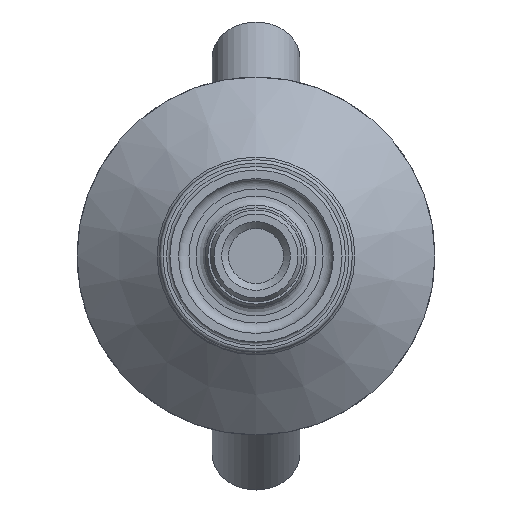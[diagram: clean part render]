
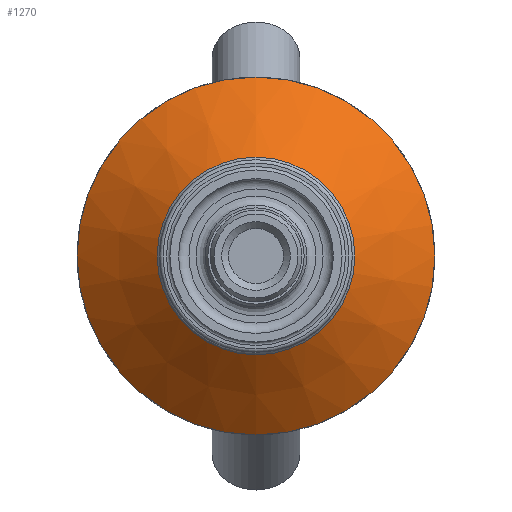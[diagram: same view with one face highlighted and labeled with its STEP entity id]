
A CAD part, front view. The second image highlights one B-rep face of the part: STEP entity #1270.
In plain terms, the highlighted conical face has half-angle 50.194 degrees and reference radius 20.18 mm.
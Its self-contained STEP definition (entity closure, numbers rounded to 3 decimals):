
#150=FACE_OUTER_BOUND('',#229,.T.);
#229=EDGE_LOOP('',(#976,#977,#978,#979,#980,#981,#982));
#288=LINE('',#2276,#337);
#337=VECTOR('',#1774,20.18);
#436=CIRCLE('',#1435,14.36);
#437=CIRCLE('',#1436,14.36);
#438=CIRCLE('',#1438,26.);
#439=CIRCLE('',#1439,26.);
#440=CIRCLE('',#1440,26.);
#548=VERTEX_POINT('',#2264);
#549=VERTEX_POINT('',#2266);
#550=VERTEX_POINT('',#2270);
#551=VERTEX_POINT('',#2271);
#552=VERTEX_POINT('',#2273);
#706=EDGE_CURVE('',#548,#549,#436,.T.);
#707=EDGE_CURVE('',#549,#548,#437,.T.);
#708=EDGE_CURVE('',#550,#551,#438,.T.);
#709=EDGE_CURVE('',#552,#550,#439,.T.);
#710=EDGE_CURVE('',#551,#552,#440,.T.);
#711=EDGE_CURVE('',#551,#548,#288,.T.);
#976=ORIENTED_EDGE('',*,*,#708,.F.);
#977=ORIENTED_EDGE('',*,*,#709,.F.);
#978=ORIENTED_EDGE('',*,*,#710,.F.);
#979=ORIENTED_EDGE('',*,*,#711,.T.);
#980=ORIENTED_EDGE('',*,*,#707,.F.);
#981=ORIENTED_EDGE('',*,*,#706,.F.);
#982=ORIENTED_EDGE('',*,*,#711,.F.);
#1156=CONICAL_SURFACE('',#1437,20.18,0.876);
#1270=ADVANCED_FACE('',(#150),#1156,.T.);
#1435=AXIS2_PLACEMENT_3D('',#2267,#1762,#1763);
#1436=AXIS2_PLACEMENT_3D('',#2268,#1764,#1765);
#1437=AXIS2_PLACEMENT_3D('',#2269,#1766,#1767);
#1438=AXIS2_PLACEMENT_3D('',#2272,#1768,#1769);
#1439=AXIS2_PLACEMENT_3D('',#2274,#1770,#1771);
#1440=AXIS2_PLACEMENT_3D('',#2275,#1772,#1773);
#1762=DIRECTION('center_axis',(0.,-1.,0.));
#1763=DIRECTION('ref_axis',(0.,0.,-1.));
#1764=DIRECTION('center_axis',(0.,-1.,0.));
#1765=DIRECTION('ref_axis',(0.,0.,-1.));
#1766=DIRECTION('center_axis',(0.,1.,0.));
#1767=DIRECTION('ref_axis',(0.,0.,-1.));
#1768=DIRECTION('center_axis',(0.,1.,0.));
#1769=DIRECTION('ref_axis',(-1.,0.,0.));
#1770=DIRECTION('center_axis',(0.,1.,0.));
#1771=DIRECTION('ref_axis',(-1.,0.,0.));
#1772=DIRECTION('center_axis',(0.,1.,0.));
#1773=DIRECTION('ref_axis',(-1.,0.,0.));
#1774=DIRECTION('',(0.,-0.64,-0.768));
#2264=CARTESIAN_POINT('',(0.,12.3,14.36));
#2266=CARTESIAN_POINT('',(0.,12.3,-14.36));
#2267=CARTESIAN_POINT('Origin',(0.,12.3,0.));
#2268=CARTESIAN_POINT('Origin',(0.,12.3,0.));
#2269=CARTESIAN_POINT('Origin',(0.,17.15,0.));
#2270=CARTESIAN_POINT('',(0.,22.,-26.));
#2271=CARTESIAN_POINT('',(0.,22.,26.));
#2272=CARTESIAN_POINT('Origin',(0.,22.,0.));
#2273=CARTESIAN_POINT('',(26.,22.,0.));
#2274=CARTESIAN_POINT('Origin',(0.,22.,0.));
#2275=CARTESIAN_POINT('Origin',(0.,22.,0.));
#2276=CARTESIAN_POINT('',(0.,17.15,20.18));
